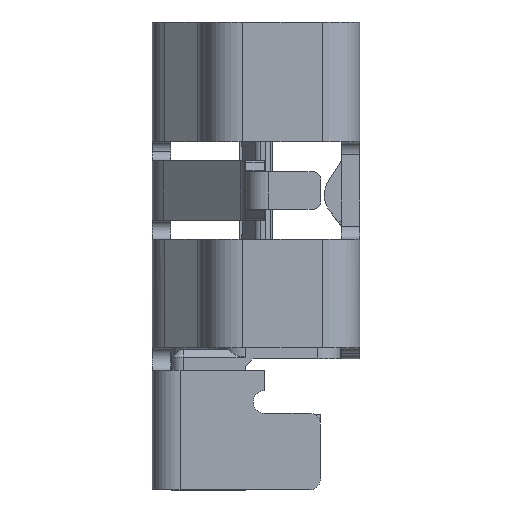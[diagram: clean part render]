
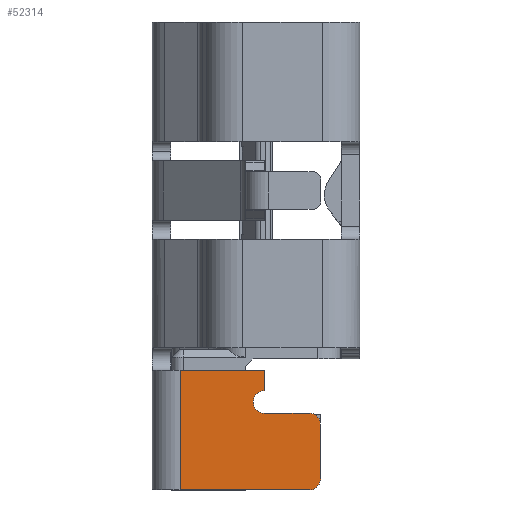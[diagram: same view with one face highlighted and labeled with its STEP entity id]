
A CAD part, left-side view. The second image highlights one B-rep face of the part: STEP entity #52314.
In plain terms, the highlighted planar face has unit normal (-1, 0, 0).
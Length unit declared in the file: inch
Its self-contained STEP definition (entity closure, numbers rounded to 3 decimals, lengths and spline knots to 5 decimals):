
#1586 = CARTESIAN_POINT ( 'NONE',  ( -0.29528, -0.11811, -0.09843 ) ) ;
#1807 = LINE ( 'NONE', #23204, #10045 ) ;
#3416 = CARTESIAN_POINT ( 'NONE',  ( -0.29528, -0.01969, -0.1437 ) ) ;
#3761 = DIRECTION ( 'NONE',  ( 0., 0., 1. ) ) ;
#3929 = VECTOR ( 'NONE', #51829, 39.37008 ) ;
#5451 = DIRECTION ( 'NONE',  ( 0., 1., 0. ) ) ;
#6124 = VERTEX_POINT ( 'NONE', #43649 ) ;
#7003 = DIRECTION ( 'NONE',  ( 0., 0., 1. ) ) ;
#7848 = ORIENTED_EDGE ( 'NONE', *, *, #33391, .T. ) ;
#8353 = VECTOR ( 'NONE', #3761, 39.37008 ) ;
#9237 = VERTEX_POINT ( 'NONE', #10494 ) ;
#9264 = ORIENTED_EDGE ( 'NONE', *, *, #10547, .T. ) ;
#9303 = ORIENTED_EDGE ( 'NONE', *, *, #15940, .F. ) ;
#9630 = DIRECTION ( 'NONE',  ( 0., 0., -1. ) ) ;
#10045 = VECTOR ( 'NONE', #35119, 39.37008 ) ;
#10494 = CARTESIAN_POINT ( 'NONE',  ( -0.29528, -0.11811, -0.12008 ) ) ;
#10547 = EDGE_CURVE ( 'NONE', #27233, #20250, #19042, .T. ) ;
#13281 = CIRCLE ( 'NONE', #42872, 0.01181 ) ;
#13807 = VERTEX_POINT ( 'NONE', #1586 ) ;
#14685 = CARTESIAN_POINT ( 'NONE',  ( -0.29528, -0.02953, 0.26772 ) ) ;
#15373 = VECTOR ( 'NONE', #9630, 39.37008 ) ;
#15742 = PLANE ( 'NONE',  #25718 ) ;
#15940 = EDGE_CURVE ( 'NONE', #38805, #32546, #18138, .T. ) ;
#17113 = CARTESIAN_POINT ( 'NONE',  ( -0.29528, -0.11811, -0.13189 ) ) ;
#18066 = CARTESIAN_POINT ( 'NONE',  ( -0.29528, -0.02953, -0.09843 ) ) ;
#18138 = LINE ( 'NONE', #30830, #33913 ) ;
#19042 = LINE ( 'NONE', #3416, #3929 ) ;
#19071 = ORIENTED_EDGE ( 'NONE', *, *, #36323, .T. ) ;
#19864 = EDGE_CURVE ( 'NONE', #20250, #9237, #29953, .T. ) ;
#20250 = VERTEX_POINT ( 'NONE', #41730 ) ;
#20534 = DIRECTION ( 'NONE',  ( 0., -1., 0. ) ) ;
#21018 = AXIS2_PLACEMENT_3D ( 'NONE', #24047, #36218, #52352 ) ;
#21348 = CARTESIAN_POINT ( 'NONE',  ( -0.29528, -0.16535, -0.1437 ) ) ;
#21507 = CARTESIAN_POINT ( 'NONE',  ( -0.29528, -0.16535, -0.22441 ) ) ;
#23204 = CARTESIAN_POINT ( 'NONE',  ( -0.29528, -0.01969, -0.09843 ) ) ;
#24047 = CARTESIAN_POINT ( 'NONE',  ( -0.29528, -0.16535, -0.2126 ) ) ;
#24510 = CARTESIAN_POINT ( 'NONE',  ( -0.29528, -0.16535, -0.15551 ) ) ;
#24676 = LINE ( 'NONE', #25192, #8353 ) ;
#25192 = CARTESIAN_POINT ( 'NONE',  ( -0.29528, -0.17717, -0.09843 ) ) ;
#25569 = EDGE_CURVE ( 'NONE', #38805, #6124, #33688, .T. ) ;
#25718 = AXIS2_PLACEMENT_3D ( 'NONE', #31882, #31111, #40070 ) ;
#26372 = LINE ( 'NONE', #14685, #51471 ) ;
#26836 = LINE ( 'NONE', #50647, #15373 ) ;
#27233 = VERTEX_POINT ( 'NONE', #21348 ) ;
#27358 = VERTEX_POINT ( 'NONE', #45942 ) ;
#28132 = ORIENTED_EDGE ( 'NONE', *, *, #39396, .F. ) ;
#29953 = CIRCLE ( 'NONE', #51908, 0.01181 ) ;
#30830 = CARTESIAN_POINT ( 'NONE',  ( -0.29528, -0.01969, -0.22441 ) ) ;
#31111 = DIRECTION ( 'NONE',  ( -1., 0., 0. ) ) ;
#31882 = CARTESIAN_POINT ( 'NONE',  ( -0.29528, -0.01969, -0.09843 ) ) ;
#32546 = VERTEX_POINT ( 'NONE', #43438 ) ;
#33252 = DIRECTION ( 'NONE',  ( 1., 0., 0. ) ) ;
#33391 = EDGE_CURVE ( 'NONE', #27358, #27233, #13281, .T. ) ;
#33688 = CIRCLE ( 'NONE', #21018, 0.01181 ) ;
#33913 = VECTOR ( 'NONE', #46953, 39.37008 ) ;
#34881 = EDGE_CURVE ( 'NONE', #32546, #46848, #26372, .T. ) ;
#35119 = DIRECTION ( 'NONE',  ( 0., -1., 0. ) ) ;
#36109 = FACE_OUTER_BOUND ( 'NONE', #40711, .T. ) ;
#36218 = DIRECTION ( 'NONE',  ( -1., 0., 0. ) ) ;
#36323 = EDGE_CURVE ( 'NONE', #6124, #27358, #24676, .T. ) ;
#37014 = ORIENTED_EDGE ( 'NONE', *, *, #25569, .T. ) ;
#38805 = VERTEX_POINT ( 'NONE', #21507 ) ;
#39396 = EDGE_CURVE ( 'NONE', #13807, #9237, #26836, .T. ) ;
#40070 = DIRECTION ( 'NONE',  ( 0., 0., 1. ) ) ;
#40711 = EDGE_LOOP ( 'NONE', ( #7848, #9264, #50005, #28132, #45297, #41518, #9303, #37014, #19071 ) ) ;
#41518 = ORIENTED_EDGE ( 'NONE', *, *, #34881, .F. ) ;
#41730 = CARTESIAN_POINT ( 'NONE',  ( -0.29528, -0.11811, -0.1437 ) ) ;
#42872 = AXIS2_PLACEMENT_3D ( 'NONE', #24510, #51517, #20534 ) ;
#43220 = EDGE_CURVE ( 'NONE', #46848, #13807, #1807, .T. ) ;
#43438 = CARTESIAN_POINT ( 'NONE',  ( -0.29528, -0.02953, -0.22441 ) ) ;
#43649 = CARTESIAN_POINT ( 'NONE',  ( -0.29528, -0.17717, -0.2126 ) ) ;
#45297 = ORIENTED_EDGE ( 'NONE', *, *, #43220, .F. ) ;
#45942 = CARTESIAN_POINT ( 'NONE',  ( -0.29528, -0.17717, -0.15551 ) ) ;
#46848 = VERTEX_POINT ( 'NONE', #18066 ) ;
#46953 = DIRECTION ( 'NONE',  ( 0., 1., 0. ) ) ;
#50005 = ORIENTED_EDGE ( 'NONE', *, *, #19864, .T. ) ;
#50647 = CARTESIAN_POINT ( 'NONE',  ( -0.29528, -0.11811, -0.12008 ) ) ;
#51471 = VECTOR ( 'NONE', #7003, 39.37008 ) ;
#51517 = DIRECTION ( 'NONE',  ( -1., 0., 0. ) ) ;
#51829 = DIRECTION ( 'NONE',  ( 0., 1., 0. ) ) ;
#51908 = AXIS2_PLACEMENT_3D ( 'NONE', #17113, #33252, #5451 ) ;
#52314 = ADVANCED_FACE ( 'NONE', ( #36109 ), #15742, .T. ) ;
#52352 = DIRECTION ( 'NONE',  ( 0., -1., 0. ) ) ;
